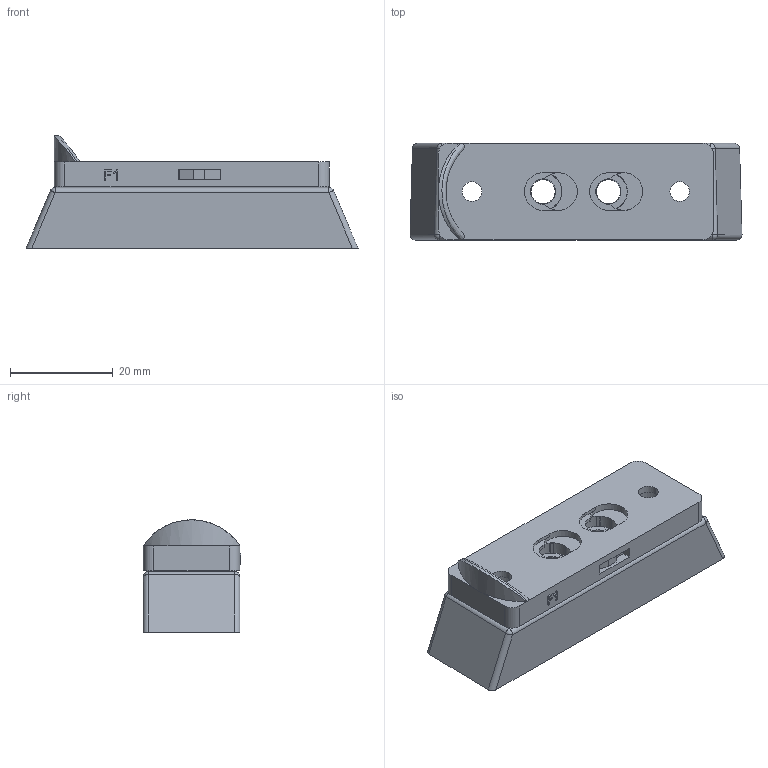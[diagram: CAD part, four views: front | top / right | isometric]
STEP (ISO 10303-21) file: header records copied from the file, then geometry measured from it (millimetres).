
FILE_DESCRIPTION (( 'STEP AP203' ), '1' );
FILE_NAME ('BlockF1.STEP', '2019-10-23T14:40:23', ( 'USER' ), ( '' ), 'SwSTEP 2.0', 'SolidWorks 2019', '' );
FILE_SCHEMA (( 'CONFIG_CONTROL_DESIGN' ));
Length unit declared in the file: inch
Products named in the file (1): BlockF1
Bounding box: 64.56 x 18.97 x 21.84 mm (x, y, z)
Surface area: 11819.8 mm2 (no closed solid volume)
Topology: 0 solids, 2 shells, 232 faces, 749 edges, 512 vertices
Faces by surface type: plane 112, cylinder 96, torus 12, sphere 5, cone 4, bspline 3
Entity records: 8810 total; most frequent: CARTESIAN_POINT 2092, DIRECTION 1419, ORIENTED_EDGE 1284, EDGE_CURVE 745, VERTEX_POINT 512, AXIS2_PLACEMENT_3D 481, VECTOR 457, LINE 457
